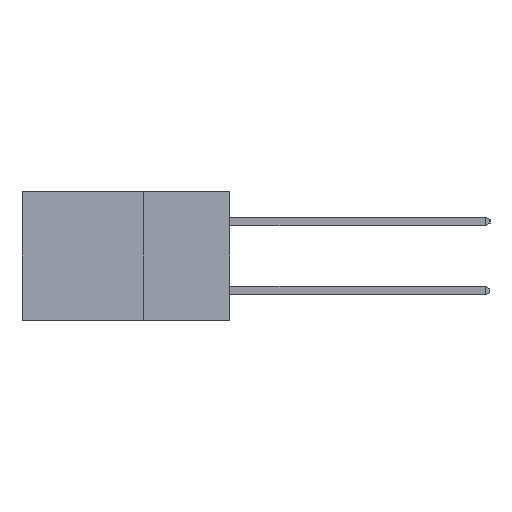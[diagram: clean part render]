
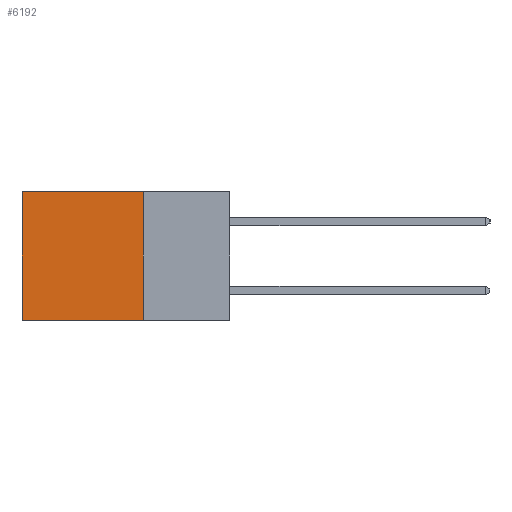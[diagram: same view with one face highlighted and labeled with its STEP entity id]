
A CAD part, left-side view. The second image highlights one B-rep face of the part: STEP entity #6192.
In plain terms, the highlighted planar face has unit normal (-1, 0, 0).
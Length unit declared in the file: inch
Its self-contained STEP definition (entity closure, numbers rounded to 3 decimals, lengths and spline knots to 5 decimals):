
#2 = LINE ( 'NONE', #1442, #11495 ) ;
#706 = ORIENTED_EDGE ( 'NONE', *, *, #11436, .T. ) ;
#726 = ORIENTED_EDGE ( 'NONE', *, *, #1558, .F. ) ;
#1442 = CARTESIAN_POINT ( 'NONE',  ( 0.298, 0.25, -0.37 ) ) ;
#1558 = EDGE_CURVE ( 'NONE', #5977, #10493, #2, .T. ) ;
#1677 = ORIENTED_EDGE ( 'NONE', *, *, #9900, .F. ) ;
#1771 = LINE ( 'NONE', #5249, #2085 ) ;
#2085 = VECTOR ( 'NONE', #11471, 39.37008 ) ;
#2375 = CARTESIAN_POINT ( 'NONE',  ( 0.298, 0.25, 0. ) ) ;
#3157 = VECTOR ( 'NONE', #9717, 39.37008 ) ;
#3326 = DIRECTION ( 'NONE',  ( 1., 0., 0. ) ) ;
#3589 = CARTESIAN_POINT ( 'NONE',  ( 0.298, 0.6, -0.37 ) ) ;
#3840 = EDGE_LOOP ( 'NONE', ( #706, #726, #1677, #3997 ) ) ;
#3997 = ORIENTED_EDGE ( 'NONE', *, *, #7524, .T. ) ;
#4288 = VERTEX_POINT ( 'NONE', #9653 ) ;
#5194 = CARTESIAN_POINT ( 'NONE',  ( 0.298, 0.25, 0. ) ) ;
#5249 = CARTESIAN_POINT ( 'NONE',  ( 0.298, 0.25, 0. ) ) ;
#5287 = FACE_OUTER_BOUND ( 'NONE', #3840, .T. ) ;
#5298 = AXIS2_PLACEMENT_3D ( 'NONE', #2375, #3326, #9576 ) ;
#5530 = CARTESIAN_POINT ( 'NONE',  ( 0.298, 0.25, -0.37 ) ) ;
#5829 = LINE ( 'NONE', #5194, #3157 ) ;
#5977 = VERTEX_POINT ( 'NONE', #5530 ) ;
#6192 = ADVANCED_FACE ( 'NONE', ( #5287 ), #7853, .F. ) ;
#6329 = VECTOR ( 'NONE', #11062, 39.37008 ) ;
#7524 = EDGE_CURVE ( 'NONE', #4288, #10617, #5829, .T. ) ;
#7853 = PLANE ( 'NONE',  #5298 ) ;
#8291 = CARTESIAN_POINT ( 'NONE',  ( 0.298, 0.6, 0. ) ) ;
#8360 = DIRECTION ( 'NONE',  ( 0., 1., 0. ) ) ;
#8466 = CARTESIAN_POINT ( 'NONE',  ( 0.298, 0.6, 0. ) ) ;
#9576 = DIRECTION ( 'NONE',  ( 0., 0., -1. ) ) ;
#9653 = CARTESIAN_POINT ( 'NONE',  ( 0.298, 0.25, 0. ) ) ;
#9717 = DIRECTION ( 'NONE',  ( 0., 1., 0. ) ) ;
#9900 = EDGE_CURVE ( 'NONE', #4288, #5977, #1771, .T. ) ;
#10493 = VERTEX_POINT ( 'NONE', #3589 ) ;
#10617 = VERTEX_POINT ( 'NONE', #8291 ) ;
#11029 = LINE ( 'NONE', #8466, #6329 ) ;
#11062 = DIRECTION ( 'NONE',  ( 0., 0., -1. ) ) ;
#11436 = EDGE_CURVE ( 'NONE', #10617, #10493, #11029, .T. ) ;
#11471 = DIRECTION ( 'NONE',  ( 0., 0., -1. ) ) ;
#11495 = VECTOR ( 'NONE', #8360, 39.37008 ) ;
